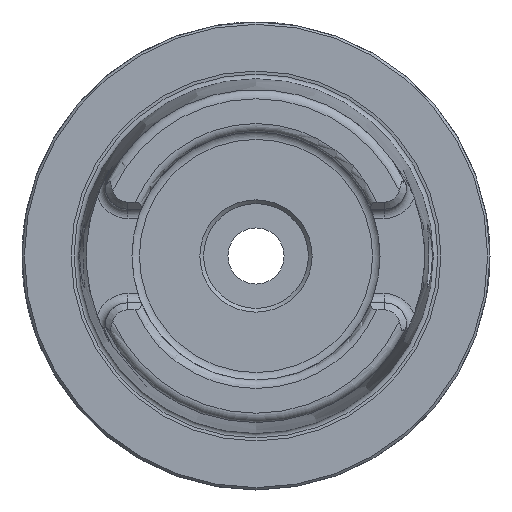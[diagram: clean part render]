
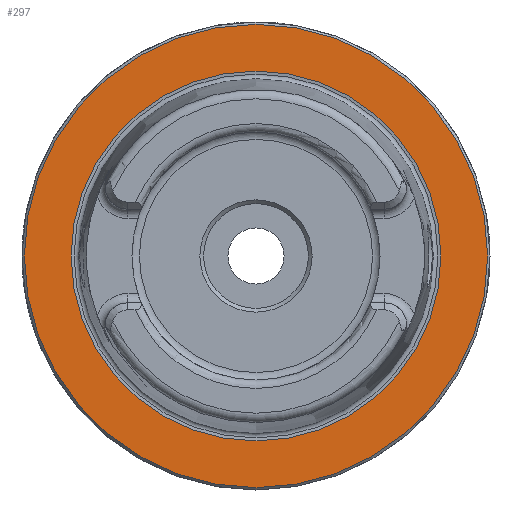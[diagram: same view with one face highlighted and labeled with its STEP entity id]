
A CAD part, left-side view. The second image highlights one B-rep face of the part: STEP entity #297.
In plain terms, the highlighted planar face has unit normal (-1, 0, 0).
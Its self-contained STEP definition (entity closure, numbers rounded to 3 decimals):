
#297 = ADVANCED_FACE( '', ( #694, #695 ), #696, .T. );
#694 = FACE_OUTER_BOUND( '', #1198, .T. );
#695 = FACE_BOUND( '', #1199, .T. );
#696 = PLANE( '', #1200 );
#1198 = EDGE_LOOP( '', ( #1985 ) );
#1199 = EDGE_LOOP( '', ( #1986 ) );
#1200 = AXIS2_PLACEMENT_3D( '', #1987, #1988, #1989 );
#1985 = ORIENTED_EDGE( '', *, *, #2792, .T. );
#1986 = ORIENTED_EDGE( '', *, *, #2888, .F. );
#1987 = CARTESIAN_POINT( '', ( 0., 0., 49.5 ) );
#1988 = DIRECTION( '', ( -1., 0., 0. ) );
#1989 = DIRECTION( '', ( 0., 0., 1. ) );
#2792 = EDGE_CURVE( '', #3336, #3336, #3337, .T. );
#2888 = EDGE_CURVE( '', #3485, #3485, #3486, .T. );
#3336 = VERTEX_POINT( '', #4435 );
#3337 = CIRCLE( '', #4436, 49.5 );
#3485 = VERTEX_POINT( '', #4742 );
#3486 = CIRCLE( '', #4743, 39.511 );
#4435 = CARTESIAN_POINT( '', ( 0., 0., 49.5 ) );
#4436 = AXIS2_PLACEMENT_3D( '', #5963, #5964, #5965 );
#4742 = CARTESIAN_POINT( '', ( 0., 0., 39.511 ) );
#4743 = AXIS2_PLACEMENT_3D( '', #6093, #6094, #6095 );
#5963 = CARTESIAN_POINT( '', ( 0., 0., 0. ) );
#5964 = DIRECTION( '', ( -1., 0., 0. ) );
#5965 = DIRECTION( '', ( 0., 0., 1. ) );
#6093 = CARTESIAN_POINT( '', ( 0., 0., 0. ) );
#6094 = DIRECTION( '', ( -1., 0., 0. ) );
#6095 = DIRECTION( '', ( 0., 0., 1. ) );
